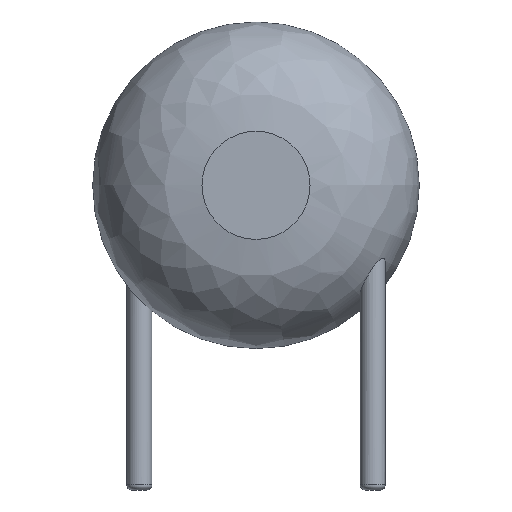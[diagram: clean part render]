
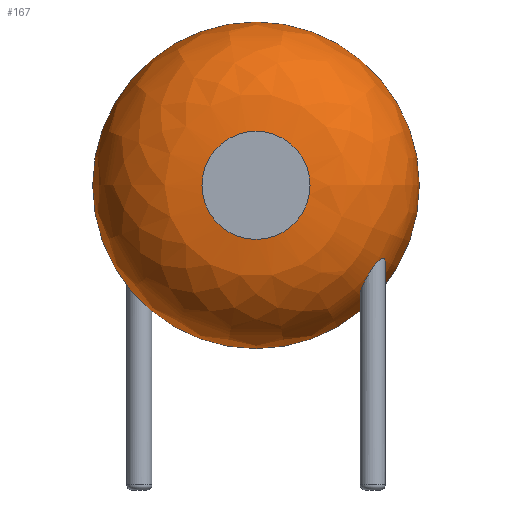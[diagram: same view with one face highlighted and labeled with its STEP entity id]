
A CAD part, front view. The second image highlights one B-rep face of the part: STEP entity #167.
In plain terms, the highlighted face is a revolution surface.
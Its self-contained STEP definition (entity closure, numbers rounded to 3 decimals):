
#24 = VERTEX_POINT('',#25);
#25 = CARTESIAN_POINT('',(6.,-1.209,3.53));
#31 = EDGE_CURVE('',#24,#24,#32,.T.);
#32 = CIRCLE('',#33,3.5);
#33 = AXIS2_PLACEMENT_3D('',#34,#35,#36);
#34 = CARTESIAN_POINT('',(2.5,-1.209,3.53));
#35 = DIRECTION('',(0.,-1.,0.));
#36 = DIRECTION('',(1.,0.,0.));
#167 = ADVANCED_FACE('',(#168,#188),#264,.T.);
#168 = FACE_BOUND('',#169,.T.);
#169 = EDGE_LOOP('',(#170,#171,#180,#187));
#170 = ORIENTED_EDGE('',*,*,#31,.T.);
#171 = ORIENTED_EDGE('',*,*,#172,.T.);
#172 = EDGE_CURVE('',#24,#173,#175,.T.);
#173 = VERTEX_POINT('',#174);
#174 = CARTESIAN_POINT('',(3.659,-3.55,3.53));
#175 = CIRCLE('',#176,2.341);
#176 = AXIS2_PLACEMENT_3D('',#177,#178,#179);
#177 = CARTESIAN_POINT('',(3.659,-1.209,3.53));
#178 = DIRECTION('',(0.,0.,-1.));
#179 = DIRECTION('',(1.,0.,0.));
#180 = ORIENTED_EDGE('',*,*,#181,.F.);
#181 = EDGE_CURVE('',#173,#173,#182,.T.);
#182 = CIRCLE('',#183,1.159);
#183 = AXIS2_PLACEMENT_3D('',#184,#185,#186);
#184 = CARTESIAN_POINT('',(2.5,-3.55,3.53));
#185 = DIRECTION('',(0.,-1.,0.));
#186 = DIRECTION('',(1.,0.,0.));
#187 = ORIENTED_EDGE('',*,*,#172,.F.);
#188 = FACE_BOUND('',#189,.T.);
#189 = EDGE_LOOP('',(#190,#211));
#190 = ORIENTED_EDGE('',*,*,#191,.T.);
#191 = EDGE_CURVE('',#192,#194,#196,.T.);
#192 = VERTEX_POINT('',#193);
#193 = CARTESIAN_POINT('',(5.27,-2.3,1.869));
#194 = VERTEX_POINT('',#195);
#195 = CARTESIAN_POINT('',(4.972,-2.031,1.269
));
#196 = B_SPLINE_CURVE_WITH_KNOTS('',7,(#197,#198,#199,#200,#201,#202,
#203,#204,#205,#206,#207,#208,#209,#210),.UNSPECIFIED.,.F.,.F.,(8,6,
8),(0.,0.462,1.),.UNSPECIFIED.);
#197 = CARTESIAN_POINT('',(5.27,-2.3,1.869));
#198 = CARTESIAN_POINT('',(5.27,-2.269,1.836));
#199 = CARTESIAN_POINT('',(5.266,-2.238,1.8
));
#200 = CARTESIAN_POINT('',(5.258,-2.209,1.761
));
#201 = CARTESIAN_POINT('',(5.246,-2.182,1.72
));
#202 = CARTESIAN_POINT('',(5.232,-2.156,1.678
));
#203 = CARTESIAN_POINT('',(5.214,-2.133,1.635)
);
#204 = CARTESIAN_POINT('',(5.171,-2.088,1.543
));
#205 = CARTESIAN_POINT('',(5.144,-2.068,1.493
));
#206 = CARTESIAN_POINT('',(5.114,-2.051,1.444
));
#207 = CARTESIAN_POINT('',(5.081,-2.038,1.396
));
#208 = CARTESIAN_POINT('',(5.046,-2.03,1.35
));
#209 = CARTESIAN_POINT('',(5.01,-2.028,1.307
));
#210 = CARTESIAN_POINT('',(4.972,-2.031,1.269
));
#211 = ORIENTED_EDGE('',*,*,#212,.T.);
#212 = EDGE_CURVE('',#194,#192,#213,.T.);
#213 = B_SPLINE_CURVE_WITH_KNOTS('',7,(#214,#215,#216,#217,#218,#219,
#220,#221,#222,#223,#224,#225,#226,#227,#228,#229,#230,#231,#232,
#233,#234,#235,#236,#237,#238,#239,#240,#241,#242,#243,#244,#245,
#246,#247,#248,#249,#250,#251,#252,#253,#254,#255,#256,#257,#258,
#259,#260,#261,#262,#263),.UNSPECIFIED.,.F.,.F.,(8,6,6,6,6,6,6,6,8),
(0.,0.191,0.304,0.368,0.566,
0.743,0.864,0.945,1.),.UNSPECIFIED.);
#214 = CARTESIAN_POINT('',(4.972,-2.031,1.269
));
#215 = CARTESIAN_POINT('',(4.939,-2.035,1.234
));
#216 = CARTESIAN_POINT('',(4.905,-2.043,1.202)
);
#217 = CARTESIAN_POINT('',(4.871,-2.057,1.176
));
#218 = CARTESIAN_POINT('',(4.839,-2.077,1.155)
);
#219 = CARTESIAN_POINT('',(4.81,-2.102,1.141
));
#220 = CARTESIAN_POINT('',(4.785,-2.132,1.135
));
#221 = CARTESIAN_POINT('',(4.755,-2.184,1.138
));
#222 = CARTESIAN_POINT('',(4.746,-2.204,1.142)
);
#223 = CARTESIAN_POINT('',(4.739,-2.225,1.149
));
#224 = CARTESIAN_POINT('',(4.734,-2.247,1.159)
);
#225 = CARTESIAN_POINT('',(4.731,-2.268,1.171
));
#226 = CARTESIAN_POINT('',(4.729,-2.289,1.185
));
#227 = CARTESIAN_POINT('',(4.731,-2.321,1.209)
);
#228 = CARTESIAN_POINT('',(4.732,-2.333,1.219)
);
#229 = CARTESIAN_POINT('',(4.733,-2.344,1.229)
);
#230 = CARTESIAN_POINT('',(4.735,-2.355,1.24
));
#231 = CARTESIAN_POINT('',(4.738,-2.366,1.251
));
#232 = CARTESIAN_POINT('',(4.741,-2.376,1.262
));
#233 = CARTESIAN_POINT('',(4.755,-2.419,1.311
));
#234 = CARTESIAN_POINT('',(4.77,-2.448,1.352
));
#235 = CARTESIAN_POINT('',(4.789,-2.475,1.396)
);
#236 = CARTESIAN_POINT('',(4.811,-2.498,1.442
));
#237 = CARTESIAN_POINT('',(4.835,-2.518,1.49
));
#238 = CARTESIAN_POINT('',(4.861,-2.534,1.538
));
#239 = CARTESIAN_POINT('',(4.915,-2.558,1.63)
);
#240 = CARTESIAN_POINT('',(4.941,-2.566,1.673
));
#241 = CARTESIAN_POINT('',(4.969,-2.571,1.716)
);
#242 = CARTESIAN_POINT('',(4.997,-2.573,1.758)
);
#243 = CARTESIAN_POINT('',(5.026,-2.571,1.798
));
#244 = CARTESIAN_POINT('',(5.056,-2.566,1.835
));
#245 = CARTESIAN_POINT('',(5.105,-2.55,1.89
));
#246 = CARTESIAN_POINT('',(5.125,-2.541,1.911
));
#247 = CARTESIAN_POINT('',(5.144,-2.53,1.929)
);
#248 = CARTESIAN_POINT('',(5.163,-2.517,1.943
));
#249 = CARTESIAN_POINT('',(5.182,-2.502,1.954)
);
#250 = CARTESIAN_POINT('',(5.198,-2.485,1.96)
);
#251 = CARTESIAN_POINT('',(5.223,-2.454,1.963)
);
#252 = CARTESIAN_POINT('',(5.232,-2.44,1.961
));
#253 = CARTESIAN_POINT('',(5.24,-2.426,1.958
));
#254 = CARTESIAN_POINT('',(5.247,-2.412,1.953)
);
#255 = CARTESIAN_POINT('',(5.252,-2.398,1.946)
);
#256 = CARTESIAN_POINT('',(5.257,-2.383,1.938)
);
#257 = CARTESIAN_POINT('',(5.264,-2.359,1.921
));
#258 = CARTESIAN_POINT('',(5.266,-2.349,1.914
));
#259 = CARTESIAN_POINT('',(5.268,-2.339,1.906)
);
#260 = CARTESIAN_POINT('',(5.269,-2.329,1.897
));
#261 = CARTESIAN_POINT('',(5.27,-2.319,1.888)
);
#262 = CARTESIAN_POINT('',(5.27,-2.31,1.878));
#263 = CARTESIAN_POINT('',(5.27,-2.3,1.869));
#264 = SURFACE_OF_REVOLUTION('',#265,#278);
#265 = B_SPLINE_CURVE_WITH_KNOTS('',6,(#266,#267,#268,#269,#270,#271,
#272,#273,#274,#275,#276,#277),.UNSPECIFIED.,.F.,.F.,(7,5,7),(
0.,0.785,1.571),.UNSPECIFIED.);
#266 = CARTESIAN_POINT('',(6.,-1.209,3.53));
#267 = CARTESIAN_POINT('',(6.,-1.515,3.53));
#268 = CARTESIAN_POINT('',(5.952,-1.822,3.53));
#269 = CARTESIAN_POINT('',(5.856,-2.119,3.53));
#270 = CARTESIAN_POINT('',(5.714,-2.397,3.53));
#271 = CARTESIAN_POINT('',(5.531,-2.647,3.53));
#272 = CARTESIAN_POINT('',(5.097,-3.081,3.53));
#273 = CARTESIAN_POINT('',(4.847,-3.264,3.53));
#274 = CARTESIAN_POINT('',(4.569,-3.406,3.53));
#275 = CARTESIAN_POINT('',(4.272,-3.502,3.53));
#276 = CARTESIAN_POINT('',(3.965,-3.55,3.53));
#277 = CARTESIAN_POINT('',(3.659,-3.55,3.53));
#278 = AXIS1_PLACEMENT('',#279,#280);
#279 = CARTESIAN_POINT('',(2.5,-1.209,3.53));
#280 = DIRECTION('',(0.,-1.,0.));
